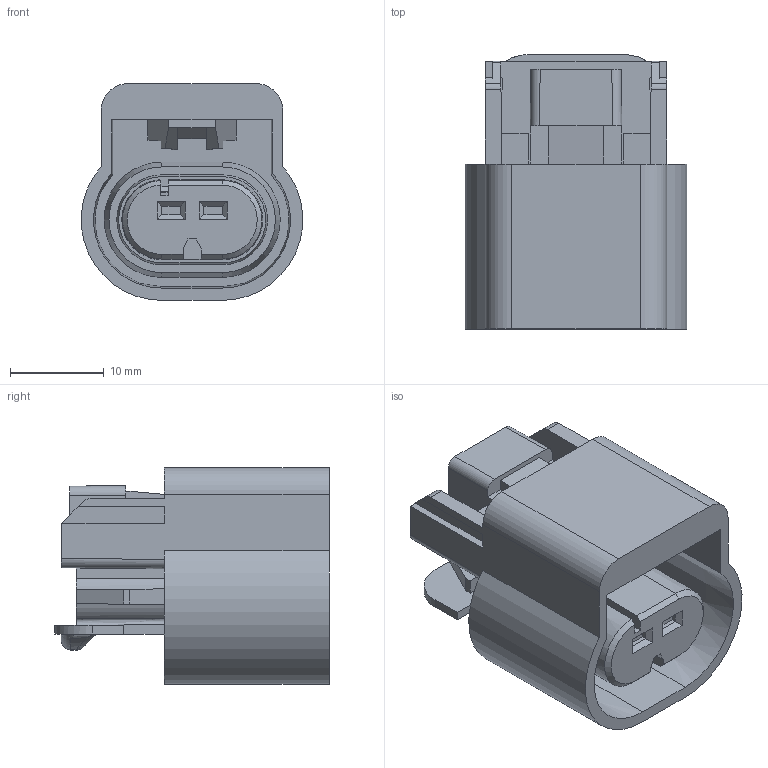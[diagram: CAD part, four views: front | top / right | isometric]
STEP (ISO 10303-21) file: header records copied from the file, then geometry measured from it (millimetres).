
FILE_DESCRIPTION(/* description */ (''),/* implementation_level */ '2;1');
FILE_NAME(/* name */ '13510085-ENV10_01-CONN.stp',/* time_stamp */ '2021-09-06T18:59:37+05:00',/* author */ (''),/* organization */ (''),/* preprocessor_version */ 'ST-DEVELOPER v16',/* originating_system */ 'SIEMENS PLM Software NX 11.0',/* authorisation */ '');
FILE_SCHEMA (('AP203_CONFIGURATION_CONTROLLED_3D_DESIGN_OF_MECHANICAL_PARTS_AND_ASSEMBLIES_MIM_LF { 1 0 10303 403 2 1 2}'));
Length unit declared in the file: millimetre
Products named in the file (1): hjcv4A68214C0bjt
Bounding box: 23.62 x 29.3 x 23.13 mm (x, y, z)
Volume: 7275.6 mm3; surface area: 5648.3 mm2
Topology: 1 solids, 1 shells, 213 faces, 587 edges, 381 vertices
Faces by surface type: plane 161, cylinder 20, cone 18, bspline 8, sphere 4, torus 2
Entity records: 7060 total; most frequent: CARTESIAN_POINT 1571, ORIENTED_EDGE 1166, DIRECTION 1051, EDGE_CURVE 583, LINE 463, VECTOR 463, VERTEX_POINT 381, AXIS2_PLACEMENT_3D 294
